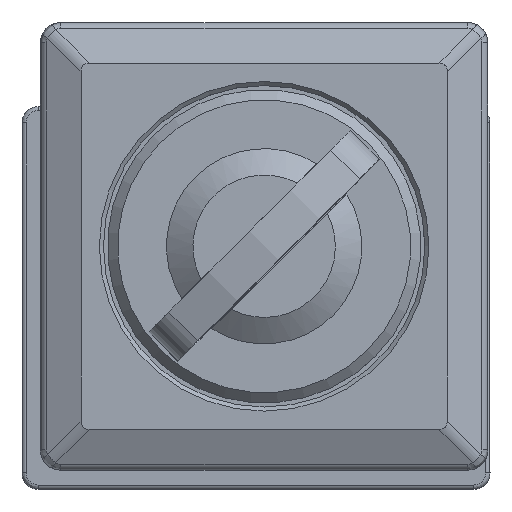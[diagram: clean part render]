
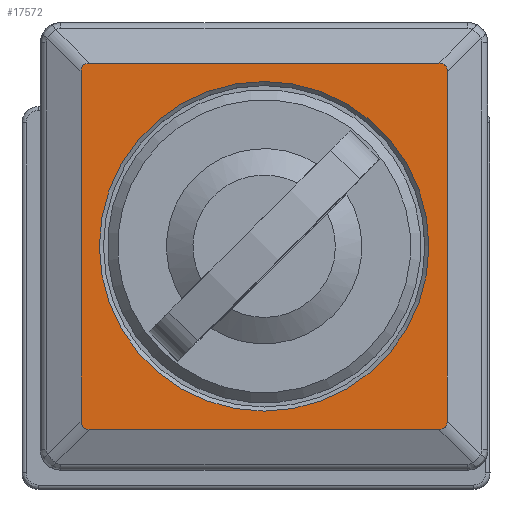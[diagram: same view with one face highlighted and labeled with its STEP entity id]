
A CAD part, top view. The second image highlights one B-rep face of the part: STEP entity #17572.
In plain terms, the highlighted planar face has unit normal (0, 0, 1).
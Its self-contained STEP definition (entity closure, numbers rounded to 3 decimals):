
#95 = CARTESIAN_POINT ( 'NONE',  ( -9., -9., 9. ) ) ;
#109 = LINE ( 'NONE', #4563, #850 ) ;
#365 = EDGE_CURVE ( 'NONE', #2032, #2726, #18824, .T. ) ;
#377 = EDGE_CURVE ( 'NONE', #2032, #9260, #10124, .T. ) ;
#382 = ORIENTED_EDGE ( 'NONE', *, *, #7562, .F. ) ;
#464 = DIRECTION ( 'NONE',  ( 0., 0., -1. ) ) ;
#697 = ORIENTED_EDGE ( 'NONE', *, *, #3629, .T. ) ;
#850 = VECTOR ( 'NONE', #17023, 1000. ) ;
#869 = CARTESIAN_POINT ( 'NONE',  ( -9., 8.59, 9. ) ) ;
#931 = DIRECTION ( 'NONE',  ( 0., 1., 0. ) ) ;
#1029 = EDGE_CURVE ( 'NONE', #1462, #11519, #12700, .T. ) ;
#1138 = AXIS2_PLACEMENT_3D ( 'NONE', #95, #17702, #18967 ) ;
#1462 = VERTEX_POINT ( 'NONE', #7867 ) ;
#1495 = CARTESIAN_POINT ( 'NONE',  ( 9., -8.859, 9. ) ) ;
#1496 =( BOUNDED_CURVE ( )  B_SPLINE_CURVE ( 3, ( #5217, #14104, #2605, #869 ),
 .UNSPECIFIED., .F., .F. ) 
 B_SPLINE_CURVE_WITH_KNOTS ( ( 4, 4 ),
 ( 5.989, 6.578 ),
 .UNSPECIFIED. ) 
 CURVE ( )  GEOMETRIC_REPRESENTATION_ITEM ( )  RATIONAL_B_SPLINE_CURVE ( ( 1., 0.971, 0.971, 1. ) ) 
 REPRESENTATION_ITEM ( '' )  );
#1563 = PLANE ( 'NONE',  #1138 ) ;
#2002 = EDGE_LOOP ( 'NONE', ( #7056 ) ) ;
#2032 = VERTEX_POINT ( 'NONE', #17236 ) ;
#2155 = ORIENTED_EDGE ( 'NONE', *, *, #19086, .T. ) ;
#2396 = CARTESIAN_POINT ( 'NONE',  ( 8.1, 0., 9. ) ) ;
#2605 = CARTESIAN_POINT ( 'NONE',  ( -9., 8.859, 9. ) ) ;
#2726 = VERTEX_POINT ( 'NONE', #4305 ) ;
#2865 = CARTESIAN_POINT ( 'NONE',  ( -9., 0., 9. ) ) ;
#3034 = VECTOR ( 'NONE', #3390, 1000. ) ;
#3390 = DIRECTION ( 'NONE',  ( 0., -1., 0. ) ) ;
#3629 = EDGE_CURVE ( 'NONE', #13113, #2726, #1496, .T. ) ;
#4181 = FACE_OUTER_BOUND ( 'NONE', #13038, .T. ) ;
#4305 = CARTESIAN_POINT ( 'NONE',  ( -9., 8.59, 9. ) ) ;
#4563 = CARTESIAN_POINT ( 'NONE',  ( 0., 9., 9. ) ) ;
#4583 =( BOUNDED_CURVE ( )  B_SPLINE_CURVE ( 3, ( #16429, #16345, #9182, #14979 ),
 .UNSPECIFIED., .F., .F. ) 
 B_SPLINE_CURVE_WITH_KNOTS ( ( 4, 4 ),
 ( 2.847, 3.436 ),
 .UNSPECIFIED. ) 
 CURVE ( )  GEOMETRIC_REPRESENTATION_ITEM ( )  RATIONAL_B_SPLINE_CURVE ( ( 1., 0.971, 0.971, 1. ) ) 
 REPRESENTATION_ITEM ( '' )  );
#5217 = CARTESIAN_POINT ( 'NONE',  ( -8.59, 9., 9. ) ) ;
#5516 = EDGE_CURVE ( 'NONE', #13113, #9949, #109, .T. ) ;
#5626 = EDGE_CURVE ( 'NONE', #17247, #11519, #16638, .T. ) ;
#5634 = FACE_BOUND ( 'NONE', #2002, .T. ) ;
#5835 = AXIS2_PLACEMENT_3D ( 'NONE', #13700, #464, #6376 ) ;
#5962 = ORIENTED_EDGE ( 'NONE', *, *, #1029, .T. ) ;
#6097 = EDGE_CURVE ( 'NONE', #6839, #6839, #7983, .T. ) ;
#6376 = DIRECTION ( 'NONE',  ( 1., 0., 0. ) ) ;
#6462 = ORIENTED_EDGE ( 'NONE', *, *, #365, .F. ) ;
#6839 = VERTEX_POINT ( 'NONE', #2396 ) ;
#7056 = ORIENTED_EDGE ( 'NONE', *, *, #6097, .T. ) ;
#7562 = EDGE_CURVE ( 'NONE', #1462, #9260, #11950, .T. ) ;
#7853 = VECTOR ( 'NONE', #931, 1000. ) ;
#7867 = CARTESIAN_POINT ( 'NONE',  ( 8.59, -9., 9. ) ) ;
#7983 = CIRCLE ( 'NONE', #5835, 8.1 ) ;
#8374 = CARTESIAN_POINT ( 'NONE',  ( -8.59, -9., 9. ) ) ;
#8692 = CARTESIAN_POINT ( 'NONE',  ( 0., -9., 9. ) ) ;
#8836 = CARTESIAN_POINT ( 'NONE',  ( 8.59, -9., 9. ) ) ;
#9182 = CARTESIAN_POINT ( 'NONE',  ( 8.859, 9., 9. ) ) ;
#9260 = VERTEX_POINT ( 'NONE', #12135 ) ;
#9949 = VERTEX_POINT ( 'NONE', #17360 ) ;
#10124 =( BOUNDED_CURVE ( )  B_SPLINE_CURVE ( 3, ( #17372, #17277, #13098, #8374 ),
 .UNSPECIFIED., .F., .F. ) 
 B_SPLINE_CURVE_WITH_KNOTS ( ( 4, 4 ),
 ( 5.989, 6.578 ),
 .UNSPECIFIED. ) 
 CURVE ( )  GEOMETRIC_REPRESENTATION_ITEM ( )  RATIONAL_B_SPLINE_CURVE ( ( 1., 0.971, 0.971, 1. ) ) 
 REPRESENTATION_ITEM ( '' )  );
#10141 = VECTOR ( 'NONE', #13404, 1000. ) ;
#10715 = ORIENTED_EDGE ( 'NONE', *, *, #5626, .F. ) ;
#10809 = ORIENTED_EDGE ( 'NONE', *, *, #377, .T. ) ;
#11365 = CARTESIAN_POINT ( 'NONE',  ( 9., 8.59, 9. ) ) ;
#11519 = VERTEX_POINT ( 'NONE', #13640 ) ;
#11950 = LINE ( 'NONE', #8692, #10141 ) ;
#12135 = CARTESIAN_POINT ( 'NONE',  ( -8.59, -9., 9. ) ) ;
#12700 =( BOUNDED_CURVE ( )  B_SPLINE_CURVE ( 3, ( #8836, #14726, #1495, #17720 ),
 .UNSPECIFIED., .F., .F. ) 
 B_SPLINE_CURVE_WITH_KNOTS ( ( 4, 4 ),
 ( 2.847, 3.436 ),
 .UNSPECIFIED. ) 
 CURVE ( )  GEOMETRIC_REPRESENTATION_ITEM ( )  RATIONAL_B_SPLINE_CURVE ( ( 1., 0.971, 0.971, 1. ) ) 
 REPRESENTATION_ITEM ( '' )  );
#13038 = EDGE_LOOP ( 'NONE', ( #6462, #10809, #382, #5962, #10715, #2155, #13793, #697 ) ) ;
#13098 = CARTESIAN_POINT ( 'NONE',  ( -8.859, -9., 9. ) ) ;
#13113 = VERTEX_POINT ( 'NONE', #16239 ) ;
#13404 = DIRECTION ( 'NONE',  ( -1., 0., 0. ) ) ;
#13640 = CARTESIAN_POINT ( 'NONE',  ( 9., -8.59, 9. ) ) ;
#13700 = CARTESIAN_POINT ( 'NONE',  ( 0., 0., 9. ) ) ;
#13793 = ORIENTED_EDGE ( 'NONE', *, *, #5516, .F. ) ;
#14104 = CARTESIAN_POINT ( 'NONE',  ( -8.859, 9., 9. ) ) ;
#14726 = CARTESIAN_POINT ( 'NONE',  ( 8.859, -9., 9. ) ) ;
#14979 = CARTESIAN_POINT ( 'NONE',  ( 8.59, 9., 9. ) ) ;
#16239 = CARTESIAN_POINT ( 'NONE',  ( -8.59, 9., 9. ) ) ;
#16345 = CARTESIAN_POINT ( 'NONE',  ( 9., 8.859, 9. ) ) ;
#16429 = CARTESIAN_POINT ( 'NONE',  ( 9., 8.59, 9. ) ) ;
#16638 = LINE ( 'NONE', #16730, #3034 ) ;
#16730 = CARTESIAN_POINT ( 'NONE',  ( 9., 0., 9. ) ) ;
#17023 = DIRECTION ( 'NONE',  ( 1., 0., 0. ) ) ;
#17236 = CARTESIAN_POINT ( 'NONE',  ( -9., -8.59, 9. ) ) ;
#17247 = VERTEX_POINT ( 'NONE', #11365 ) ;
#17277 = CARTESIAN_POINT ( 'NONE',  ( -9., -8.859, 9. ) ) ;
#17360 = CARTESIAN_POINT ( 'NONE',  ( 8.59, 9., 9. ) ) ;
#17372 = CARTESIAN_POINT ( 'NONE',  ( -9., -8.59, 9. ) ) ;
#17572 = ADVANCED_FACE ( 'NONE', ( #5634, #4181 ), #1563, .T. ) ;
#17702 = DIRECTION ( 'NONE',  ( 0., 0., 1. ) ) ;
#17720 = CARTESIAN_POINT ( 'NONE',  ( 9., -8.59, 9. ) ) ;
#18824 = LINE ( 'NONE', #2865, #7853 ) ;
#18967 = DIRECTION ( 'NONE',  ( 1., 0., 0. ) ) ;
#19086 = EDGE_CURVE ( 'NONE', #17247, #9949, #4583, .T. ) ;
